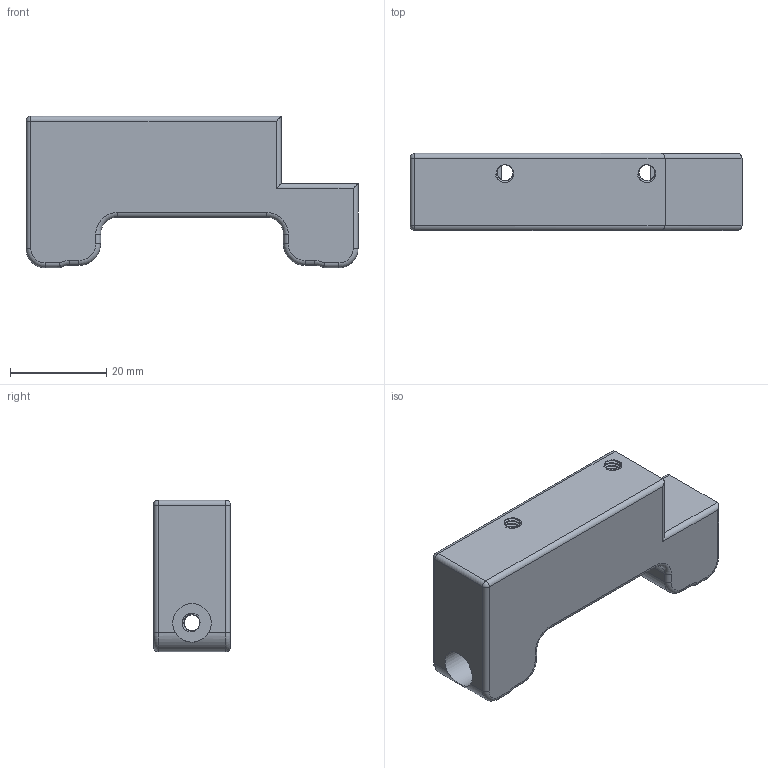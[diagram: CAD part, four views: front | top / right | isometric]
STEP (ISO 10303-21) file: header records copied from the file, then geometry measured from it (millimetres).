
FILE_DESCRIPTION(/* description */ (''),/* implementation_level */ '2;1');
FILE_NAME(/* name */ 'PCB Mount v4.step',/* time_stamp */ '2021-12-15T16:52:04-05:00',/* author */ (''),/* organization */ (''),/* preprocessor_version */ 'ST-DEVELOPER v18.1',/* originating_system */ 'Autodesk Translation Framework v10.10.0.1391',/* authorisation */ '');
FILE_SCHEMA (('AUTOMOTIVE_DESIGN { 1 0 10303 214 3 1 1 }'));
Length unit declared in the file: millimetre
Products named in the file (1): PCB Mount
Bounding box: 69 x 16 x 31.5 mm (x, y, z)
Volume: 23025.6 mm3; surface area: 7654.9 mm2
Topology: 1 solids, 1 shells, 254 faces, 720 edges, 464 vertices
Faces by surface type: cylinder 207, plane 21, torus 16, bspline 8, sphere 2
Full cylindrical faces by diameter (mm): 3.332 x39, 4.109 x25, 8 x2
Entity records: 18096 total; most frequent: CARTESIAN_POINT 12178, ORIENTED_EDGE 1440, DIRECTION 934, EDGE_CURVE 720, VERTEX_POINT 464, B_SPLINE_CURVE_WITH_KNOTS 377, AXIS2_PLACEMENT_3D 344, EDGE_LOOP 258
